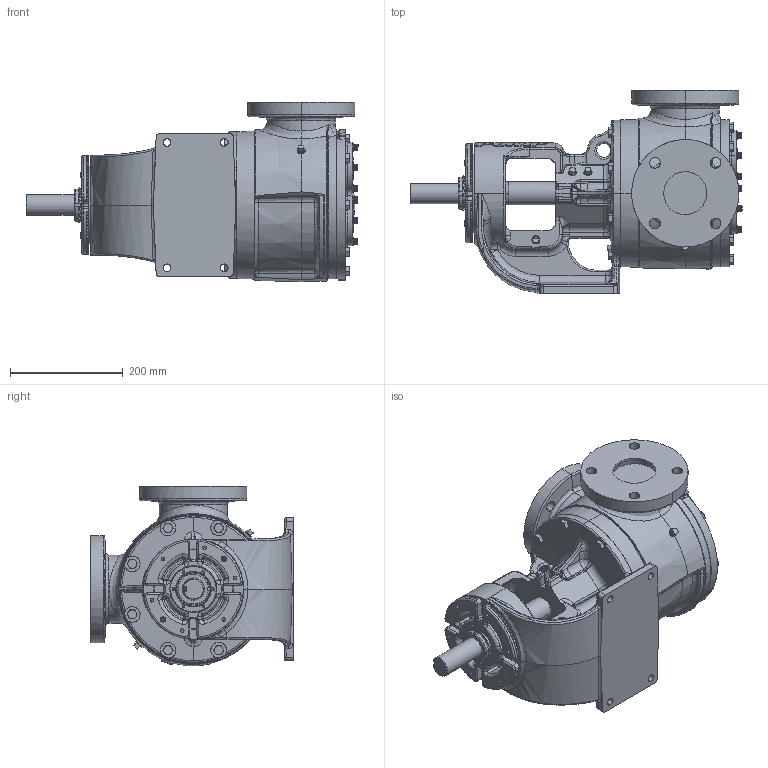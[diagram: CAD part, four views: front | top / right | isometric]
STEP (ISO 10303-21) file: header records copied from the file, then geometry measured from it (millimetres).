
FILE_DESCRIPTION (( 'STEP AP214' ), '1' );
FILE_NAME ('LS123A.STEP', '2016-08-23T13:46:46', ( '' ), ( '' ), 'SwSTEP 2.0', 'SolidWorks 2015', '' );
FILE_SCHEMA (( 'AUTOMOTIVE_DESIGN' ));
Length unit declared in the file: inch
Products named in the file (1): LS123A
Bounding box: 589.66 x 360.43 x 318.59 mm (x, y, z)
Volume: 17622550.3 mm3; surface area: 859397.4 mm2
Topology: 1 solids, 1 shells, 3146 faces, 8335 edges, 5192 vertices
Faces by surface type: plane 966, bspline 901, cylinder 788, cone 491
Entity records: 262010 total; most frequent: CARTESIAN_POINT 155628, ORIENTED_EDGE 16444, DIRECTION 9413, EDGE_CURVE 8222, VERTEX_POINT 5192, B_SPLINE_CURVE_WITH_KNOTS 4492, AXIS2_PLACEMENT_3D 3552, EDGE_LOOP 3296
